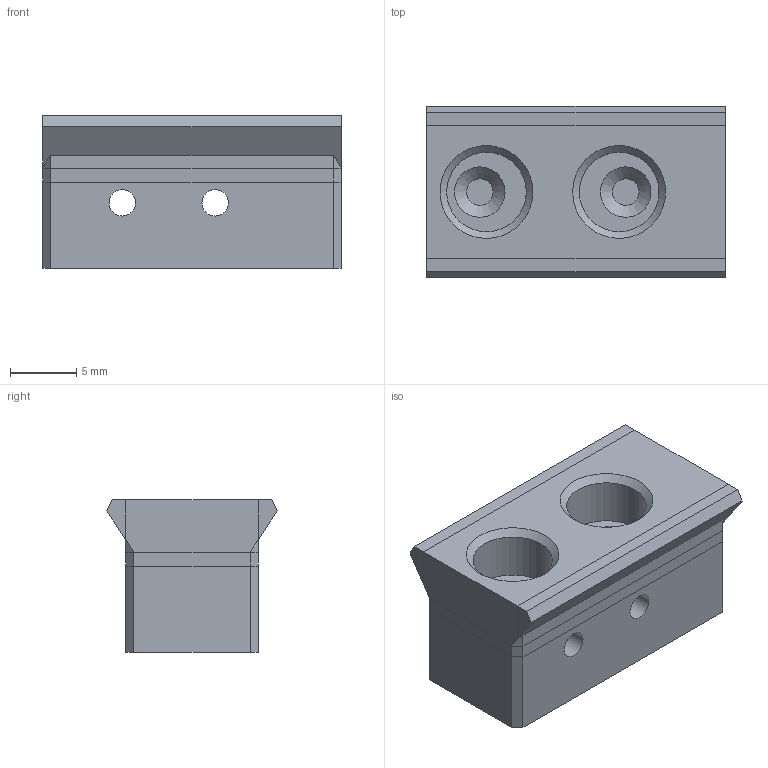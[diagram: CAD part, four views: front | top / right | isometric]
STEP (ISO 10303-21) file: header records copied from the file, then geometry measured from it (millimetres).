
FILE_DESCRIPTION(('FreeCAD Model'),'2;1');
FILE_NAME('Open CASCADE Shape Model','2023-10-29T01:58:51',(''),(''), 'Open CASCADE STEP processor 7.6','FreeCAD','Unknown');
FILE_SCHEMA(('AUTOMOTIVE_DESIGN { 1 0 10303 214 1 1 1 1 }'));
Length unit declared in the file: millimetre
Products named in the file (1): clickyv2
Bounding box: 22.5 x 12.89 x 11.5 mm (x, y, z)
Volume: 1828 mm3; surface area: 1755.4 mm2
Topology: 1 solids, 1 shells, 60 faces, 135 edges, 82 vertices
Faces by surface type: plane 47, cylinder 9, cone 4
Full cylindrical faces by diameter (mm): 2 x6, 6 x3
Entity records: 3438 total; most frequent: CARTESIAN_POINT 572, DIRECTION 549, LINE 357, VECTOR 357, ORIENTED_EDGE 270, PCURVE 270, DEFINITIONAL_REPRESENTATION 270, EDGE_CURVE 135
